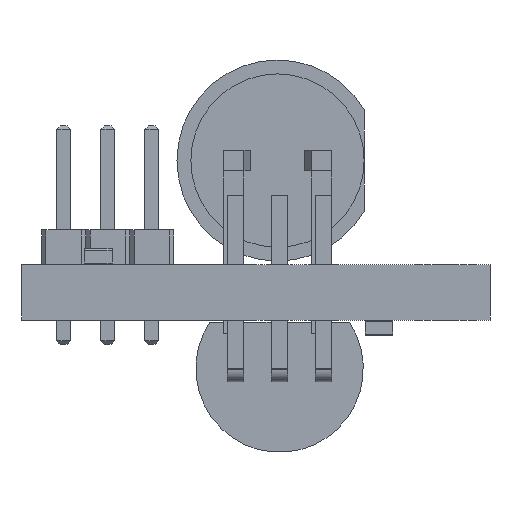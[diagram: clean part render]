
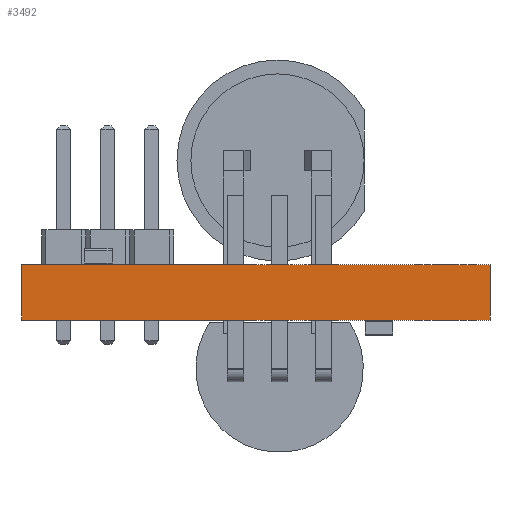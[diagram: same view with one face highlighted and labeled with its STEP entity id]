
A CAD part, left-side view. The second image highlights one B-rep face of the part: STEP entity #3492.
In plain terms, the highlighted planar face has unit normal (-1, 0, 0).
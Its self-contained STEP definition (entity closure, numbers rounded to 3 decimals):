
#2971 = VERTEX_POINT('',#2972);
#2972 = CARTESIAN_POINT('',(-7.6,6.75,0.));
#2980 = EDGE_CURVE('',#2981,#2971,#2983,.T.);
#2981 = VERTEX_POINT('',#2982);
#2982 = CARTESIAN_POINT('',(-7.6,-6.75,0.));
#2983 = LINE('',#2984,#2985);
#2984 = CARTESIAN_POINT('',(-7.6,-6.75,0.));
#2985 = VECTOR('',#2986,1.);
#2986 = DIRECTION('',(0.,1.,0.));
#3465 = EDGE_CURVE('',#2971,#3466,#3468,.T.);
#3466 = VERTEX_POINT('',#3467);
#3467 = CARTESIAN_POINT('',(-7.6,6.75,-1.6));
#3468 = LINE('',#3469,#3470);
#3469 = CARTESIAN_POINT('',(-7.6,6.75,0.));
#3470 = VECTOR('',#3471,1.);
#3471 = DIRECTION('',(0.,0.,-1.));
#3492 = ADVANCED_FACE('',(#3493),#3511,.F.);
#3493 = FACE_BOUND('',#3494,.F.);
#3494 = EDGE_LOOP('',(#3495,#3503,#3509,#3510));
#3495 = ORIENTED_EDGE('',*,*,#3496,.T.);
#3496 = EDGE_CURVE('',#2981,#3497,#3499,.T.);
#3497 = VERTEX_POINT('',#3498);
#3498 = CARTESIAN_POINT('',(-7.6,-6.75,-1.6));
#3499 = LINE('',#3500,#3501);
#3500 = CARTESIAN_POINT('',(-7.6,-6.75,0.));
#3501 = VECTOR('',#3502,1.);
#3502 = DIRECTION('',(0.,0.,-1.));
#3503 = ORIENTED_EDGE('',*,*,#3504,.T.);
#3504 = EDGE_CURVE('',#3497,#3466,#3505,.T.);
#3505 = LINE('',#3506,#3507);
#3506 = CARTESIAN_POINT('',(-7.6,-6.75,-1.6));
#3507 = VECTOR('',#3508,1.);
#3508 = DIRECTION('',(0.,1.,0.));
#3509 = ORIENTED_EDGE('',*,*,#3465,.F.);
#3510 = ORIENTED_EDGE('',*,*,#2980,.F.);
#3511 = PLANE('',#3512);
#3512 = AXIS2_PLACEMENT_3D('',#3513,#3514,#3515);
#3513 = CARTESIAN_POINT('',(-7.6,-6.75,0.));
#3514 = DIRECTION('',(1.,0.,0.));
#3515 = DIRECTION('',(0.,1.,0.));
